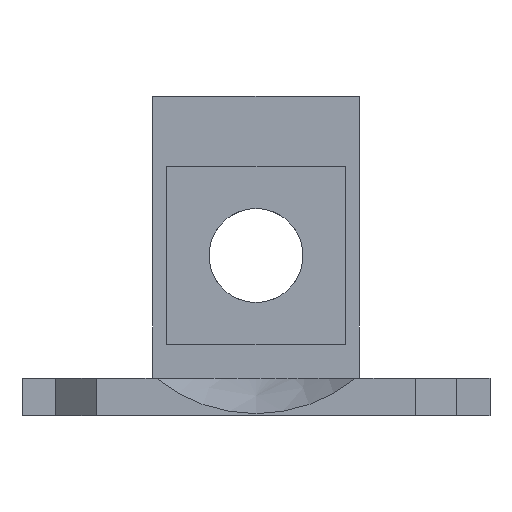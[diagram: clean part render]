
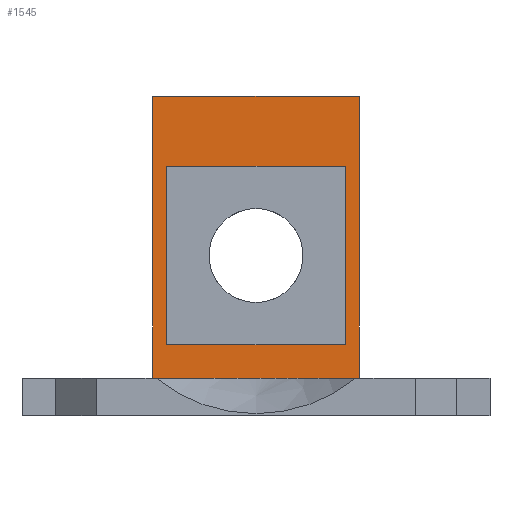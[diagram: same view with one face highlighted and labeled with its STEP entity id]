
A CAD part, front view. The second image highlights one B-rep face of the part: STEP entity #1545.
In plain terms, the highlighted planar face has unit normal (0, -1, 0).
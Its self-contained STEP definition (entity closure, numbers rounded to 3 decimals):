
#59=PLANE('',#1677);
#88=FACE_BOUND('',#278,.T.);
#193=FACE_OUTER_BOUND('',#277,.T.);
#277=EDGE_LOOP('',(#1358,#1359,#1360,#1361));
#278=EDGE_LOOP('',(#1362,#1363,#1364,#1365));
#383=LINE('',#2567,#554);
#389=LINE('',#2579,#560);
#393=LINE('',#2587,#564);
#396=LINE('',#2593,#567);
#399=LINE('',#2598,#570);
#434=LINE('',#2673,#605);
#435=LINE('',#2676,#606);
#436=LINE('',#2677,#607);
#554=VECTOR('',#1934,10.);
#560=VECTOR('',#1942,10.);
#564=VECTOR('',#1948,10.);
#567=VECTOR('',#1953,10.);
#570=VECTOR('',#1958,10.);
#605=VECTOR('',#2017,10.);
#606=VECTOR('',#2020,10.);
#607=VECTOR('',#2021,10.);
#754=VERTEX_POINT('',#2564);
#755=VERTEX_POINT('',#2566);
#759=VERTEX_POINT('',#2577);
#760=VERTEX_POINT('',#2578);
#763=VERTEX_POINT('',#2586);
#765=VERTEX_POINT('',#2592);
#791=VERTEX_POINT('',#2671);
#792=VERTEX_POINT('',#2675);
#943=EDGE_CURVE('',#754,#755,#383,.T.);
#949=EDGE_CURVE('',#759,#760,#389,.T.);
#953=EDGE_CURVE('',#763,#759,#393,.T.);
#956=EDGE_CURVE('',#765,#763,#396,.T.);
#959=EDGE_CURVE('',#760,#765,#399,.T.);
#996=EDGE_CURVE('',#791,#755,#434,.T.);
#997=EDGE_CURVE('',#791,#792,#435,.T.);
#998=EDGE_CURVE('',#792,#754,#436,.T.);
#1358=ORIENTED_EDGE('',*,*,#997,.F.);
#1359=ORIENTED_EDGE('',*,*,#996,.T.);
#1360=ORIENTED_EDGE('',*,*,#943,.F.);
#1361=ORIENTED_EDGE('',*,*,#998,.F.);
#1362=ORIENTED_EDGE('',*,*,#949,.T.);
#1363=ORIENTED_EDGE('',*,*,#959,.T.);
#1364=ORIENTED_EDGE('',*,*,#956,.T.);
#1365=ORIENTED_EDGE('',*,*,#953,.T.);
#1545=ADVANCED_FACE('',(#193,#88),#59,.T.);
#1677=AXIS2_PLACEMENT_3D('',#2674,#2018,#2019);
#1934=DIRECTION('',(1.,0.,0.));
#1942=DIRECTION('',(-1.,0.,0.));
#1948=DIRECTION('',(0.,0.,-1.));
#1953=DIRECTION('',(1.,0.,0.));
#1958=DIRECTION('',(0.,0.,1.));
#2017=DIRECTION('',(0.,0.,1.));
#2018=DIRECTION('center_axis',(0.,-1.,0.));
#2019=DIRECTION('ref_axis',(1.,0.,0.));
#2020=DIRECTION('',(-1.,0.,0.));
#2021=DIRECTION('',(0.,0.,1.));
#2564=CARTESIAN_POINT('',(-31.93,8.93,43.));
#2566=CARTESIAN_POINT('',(-9.93,8.93,43.));
#2567=CARTESIAN_POINT('',(-31.93,8.93,43.));
#2577=CARTESIAN_POINT('',(-11.43,8.93,16.55));
#2578=CARTESIAN_POINT('',(-30.43,8.93,16.55));
#2579=CARTESIAN_POINT('',(-21.68,8.93,16.55));
#2586=CARTESIAN_POINT('',(-11.43,8.93,35.55));
#2587=CARTESIAN_POINT('',(-11.43,8.93,24.275));
#2592=CARTESIAN_POINT('',(-30.43,8.93,35.55));
#2593=CARTESIAN_POINT('',(-31.18,8.93,35.55));
#2598=CARTESIAN_POINT('',(-30.43,8.93,14.775));
#2671=CARTESIAN_POINT('',(-9.93,8.93,13.));
#2673=CARTESIAN_POINT('',(-9.93,8.93,13.));
#2674=CARTESIAN_POINT('Origin',(-31.93,8.93,13.));
#2675=CARTESIAN_POINT('',(-31.93,8.93,13.));
#2676=CARTESIAN_POINT('',(-14.894,8.93,13.));
#2677=CARTESIAN_POINT('',(-31.93,8.93,13.));
